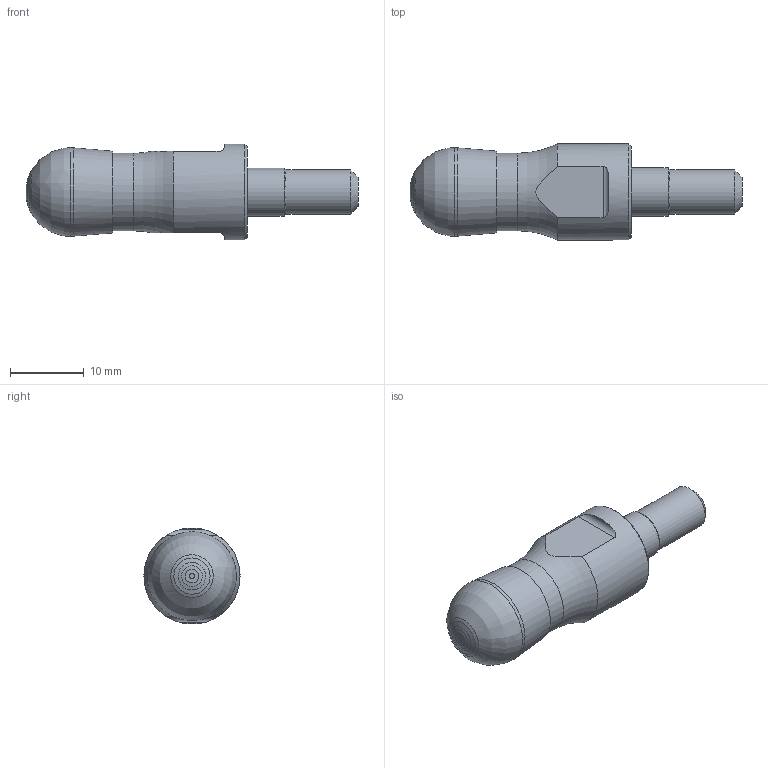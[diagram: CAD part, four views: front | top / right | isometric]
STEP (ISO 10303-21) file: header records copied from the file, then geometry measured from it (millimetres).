
FILE_DESCRIPTION(/* description */ (''),/* implementation_level */ '2;1');
FILE_NAME(/* name */ '12K2R30M06-SRC12-A.stp',/* time_stamp */ '2020-02-07T07:35:36+01:00',/* author */ (''),/* organization */ (''),/* preprocessor_version */ 'ST-DEVELOPER v16.7',/* originating_system */ 'SIEMENS PLM Software NX 12.0',/* authorisation */ '');
FILE_SCHEMA (('AUTOMOTIVE_DESIGN { 1 0 10303 214 3 1 1 1 }'));
Length unit declared in the file: millimetre
Products named in the file (1): pp07321CEE9Ebel4
Bounding box: 44.92 x 13 x 12.98 mm (x, y, z)
Volume: 4345.7 mm3; surface area: 1996.3 mm2
Topology: 2 solids, 2 shells, 27 faces, 66 edges, 43 vertices
Faces by surface type: plane 8, revolution 8, cylinder 6, cone 3, sphere 1, torus 1
Full cylindrical faces by diameter (mm): 6 x1, 6.5 x1, 10.5 x1, 13 x1
Entity records: 763 total; most frequent: CARTESIAN_POINT 236, DIRECTION 99, ORIENTED_EDGE 72, EDGE_LOOP 44, AXIS2_PLACEMENT_3D 40, EDGE_CURVE 36, FACE_BOUND 34, VERTEX_POINT 30
